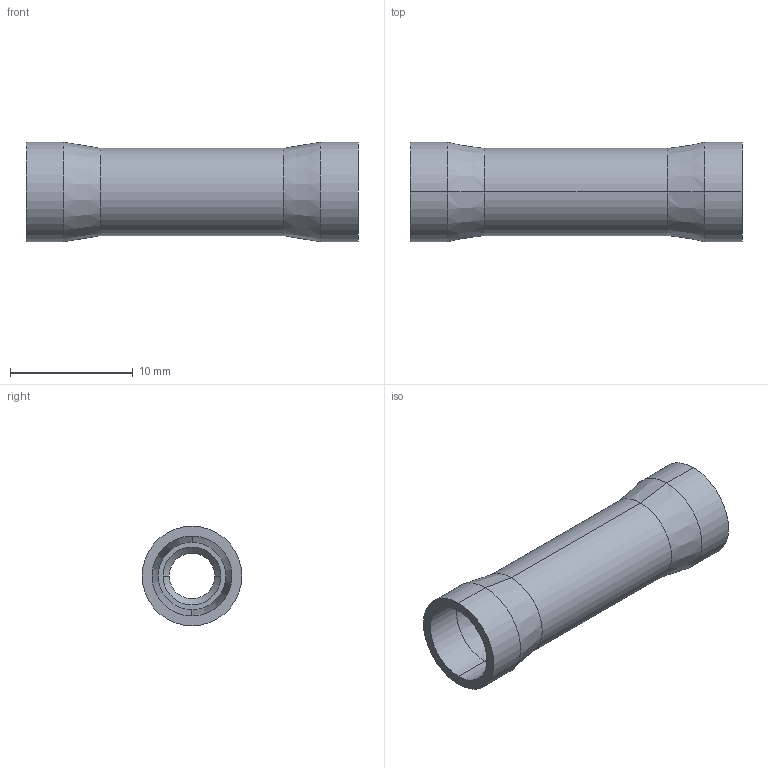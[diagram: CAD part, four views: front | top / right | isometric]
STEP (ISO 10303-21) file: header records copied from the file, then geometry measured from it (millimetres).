
FILE_DESCRIPTION (( 'STEP AP203' ), '1' );
FILE_NAME ('00360.STEP', '2024-09-05T11:17:31', ( '' ), ( '' ), 'SwSTEP 2.0', 'SolidWorks 2022', '' );
FILE_SCHEMA (( 'CONFIG_CONTROL_DESIGN' ));
Length unit declared in the file: millimetre
Products named in the file (1): 00360
Bounding box: 27 x 8.1 x 8.1 mm (x, y, z)
Volume: 643.6 mm3; surface area: 1619.4 mm2
Topology: 2 solids, 2 shells, 32 faces, 64 edges, 36 vertices
Faces by surface type: cylinder 16, cone 12, plane 4
Entity records: 907 total; most frequent: DIRECTION 166, CARTESIAN_POINT 133, ORIENTED_EDGE 128, AXIS2_PLACEMENT_3D 69, EDGE_CURVE 64, CIRCLE 36, VERTEX_POINT 36, EDGE_LOOP 36
